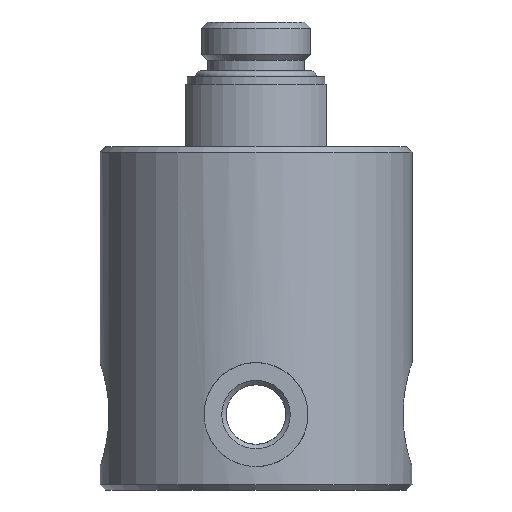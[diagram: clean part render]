
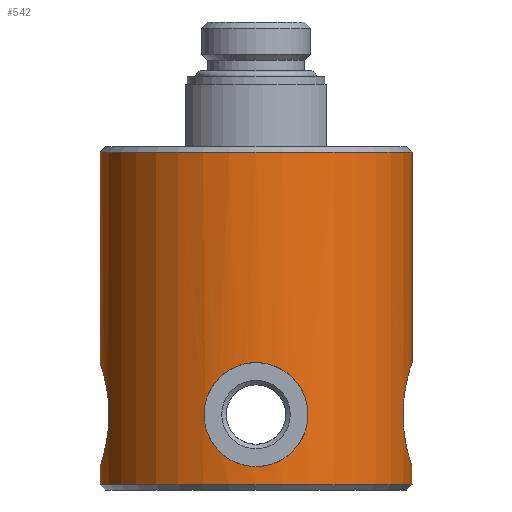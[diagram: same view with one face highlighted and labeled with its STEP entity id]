
A CAD part, front view. The second image highlights one B-rep face of the part: STEP entity #542.
In plain terms, the highlighted cylindrical face has radius 30 mm (diameter 60 mm), a full revolution.
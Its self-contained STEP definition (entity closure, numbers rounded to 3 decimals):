
#39=B_SPLINE_CURVE_WITH_KNOTS('',3,(#944,#945,#946,#947,#948,#949,#950,
#951,#952,#953,#954,#955,#956,#957,#958,#959,#960,#961,#962),
 .UNSPECIFIED.,.T.,.F.,(1,1,1,1,1,1,1,1,1,1,1,1,1,1,1,1,1,1,1,1,1,1,1),
(-0.012,-0.008,-0.004,0.,0.004,
0.008,0.012,0.016,0.02,
0.024,0.028,0.031,0.035,
0.039,0.043,0.047,0.051,
0.055,0.059,0.063,0.067,
0.071,0.075),.UNSPECIFIED.);
#40=B_SPLINE_CURVE_WITH_KNOTS('',3,(#964,#965,#966,#967,#968,#969,#970,
#971,#972,#973,#974,#975,#976,#977,#978,#979,#980,#981,#982),
 .UNSPECIFIED.,.T.,.F.,(1,1,1,1,1,1,1,1,1,1,1,1,1,1,1,1,1,1,1,1,1,1,1),
(-0.012,-0.008,-0.004,0.,0.004,
0.008,0.012,0.016,0.02,
0.024,0.028,0.031,0.035,
0.039,0.043,0.047,0.051,
0.055,0.059,0.063,0.067,
0.071,0.075),.UNSPECIFIED.);
#41=B_SPLINE_CURVE_WITH_KNOTS('',3,(#984,#985,#986,#987,#988,#989,#990,
#991,#992,#993,#994,#995,#996,#997,#998,#999,#1000,#1001,#1002),
 .UNSPECIFIED.,.T.,.F.,(1,1,1,1,1,1,1,1,1,1,1,1,1,1,1,1,1,1,1,1,1,1,1),
(-0.012,-0.008,-0.004,0.,0.004,
0.008,0.012,0.016,0.02,
0.024,0.028,0.031,0.035,
0.039,0.043,0.047,0.051,
0.055,0.059,0.063,0.067,
0.071,0.075),.UNSPECIFIED.);
#42=B_SPLINE_CURVE_WITH_KNOTS('',3,(#1004,#1005,#1006,#1007,#1008,#1009,
#1010,#1011,#1012,#1013,#1014,#1015,#1016,#1017,#1018,#1019,#1020,#1021,
#1022),.UNSPECIFIED.,.T.,.F.,(1,1,1,1,1,1,1,1,1,1,1,1,1,1,1,1,1,1,1,1,1,
1,1),(-0.012,-0.008,-0.004,0.,0.004,
0.008,0.012,0.016,0.02,
0.024,0.028,0.031,0.035,
0.039,0.043,0.047,0.051,
0.055,0.059,0.063,0.067,
0.071,0.075),.UNSPECIFIED.);
#53=CYLINDRICAL_SURFACE('',#612,30.);
#110=ORIENTED_EDGE('',*,*,#220,.F.);
#111=ORIENTED_EDGE('',*,*,#221,.F.);
#112=ORIENTED_EDGE('',*,*,#222,.F.);
#113=ORIENTED_EDGE('',*,*,#223,.F.);
#114=ORIENTED_EDGE('',*,*,#224,.F.);
#115=ORIENTED_EDGE('',*,*,#225,.T.);
#220=EDGE_CURVE('',#273,#273,#317,.T.);
#221=EDGE_CURVE('',#274,#274,#39,.T.);
#222=EDGE_CURVE('',#275,#275,#40,.T.);
#223=EDGE_CURVE('',#276,#276,#41,.T.);
#224=EDGE_CURVE('',#277,#277,#42,.T.);
#225=EDGE_CURVE('',#278,#278,#318,.T.);
#273=VERTEX_POINT('',#943);
#274=VERTEX_POINT('',#963);
#275=VERTEX_POINT('',#983);
#276=VERTEX_POINT('',#1003);
#277=VERTEX_POINT('',#1023);
#278=VERTEX_POINT('',#1025);
#317=CIRCLE('',#613,30.);
#318=CIRCLE('',#614,30.);
#358=EDGE_LOOP('',(#110));
#359=EDGE_LOOP('',(#111));
#360=EDGE_LOOP('',(#112));
#361=EDGE_LOOP('',(#113));
#362=EDGE_LOOP('',(#114));
#363=EDGE_LOOP('',(#115));
#445=FACE_BOUND('',#358,.T.);
#446=FACE_BOUND('',#359,.T.);
#447=FACE_BOUND('',#360,.T.);
#448=FACE_BOUND('',#361,.T.);
#449=FACE_BOUND('',#362,.T.);
#450=FACE_BOUND('',#363,.T.);
#542=ADVANCED_FACE('',(#445,#446,#447,#448,#449,#450),#53,.T.);
#612=AXIS2_PLACEMENT_3D('',#941,#726,#727);
#613=AXIS2_PLACEMENT_3D('',#942,#728,#729);
#614=AXIS2_PLACEMENT_3D('',#1024,#730,#731);
#726=DIRECTION('',(0.,0.,-1.));
#727=DIRECTION('',(-1.,0.,0.));
#728=DIRECTION('',(0.,0.,-1.));
#729=DIRECTION('',(-1.,0.,0.));
#730=DIRECTION('',(0.,0.,-1.));
#731=DIRECTION('',(-1.,0.,0.));
#941=CARTESIAN_POINT('',(0.,0.,0.));
#942=CARTESIAN_POINT('',(0.,0.,1.));
#943=CARTESIAN_POINT('',(-30.,0.,1.));
#944=CARTESIAN_POINT('',(3.957,29.816,5.033));
#945=CARTESIAN_POINT('',(0.,30.092,4.234));
#946=CARTESIAN_POINT('',(-3.956,29.816,5.033));
#947=CARTESIAN_POINT('',(-7.255,29.157,7.252));
#948=CARTESIAN_POINT('',(-9.467,28.481,10.547));
#949=CARTESIAN_POINT('',(-10.265,28.186,14.491));
#950=CARTESIAN_POINT('',(-9.472,28.479,18.448));
#951=CARTESIAN_POINT('',(-7.25,29.158,21.753));
#952=CARTESIAN_POINT('',(-3.951,29.817,23.968));
#953=CARTESIAN_POINT('',(-0.005,30.091,24.765));
#954=CARTESIAN_POINT('',(3.947,29.818,23.971));
#955=CARTESIAN_POINT('',(7.251,29.158,21.752));
#956=CARTESIAN_POINT('',(9.469,28.48,18.451));
#957=CARTESIAN_POINT('',(10.265,28.186,14.501));
#958=CARTESIAN_POINT('',(9.469,28.48,10.549));
#959=CARTESIAN_POINT('',(7.253,29.157,7.251));
#960=CARTESIAN_POINT('',(3.957,29.816,5.033));
#961=CARTESIAN_POINT('',(0.,30.092,4.234));
#962=CARTESIAN_POINT('',(-3.956,29.816,5.033));
#963=CARTESIAN_POINT('',(0.,30.,4.5));
#964=CARTESIAN_POINT('',(-29.816,-3.957,23.967));
#965=CARTESIAN_POINT('',(-30.092,0.,24.766));
#966=CARTESIAN_POINT('',(-29.816,3.956,23.967));
#967=CARTESIAN_POINT('',(-29.157,7.255,21.748));
#968=CARTESIAN_POINT('',(-28.481,9.467,18.453));
#969=CARTESIAN_POINT('',(-28.186,10.265,14.509));
#970=CARTESIAN_POINT('',(-28.479,9.472,10.552));
#971=CARTESIAN_POINT('',(-29.158,7.25,7.247));
#972=CARTESIAN_POINT('',(-29.817,3.951,5.032));
#973=CARTESIAN_POINT('',(-30.091,0.005,4.235));
#974=CARTESIAN_POINT('',(-29.818,-3.947,5.029));
#975=CARTESIAN_POINT('',(-29.158,-7.251,7.248));
#976=CARTESIAN_POINT('',(-28.48,-9.469,10.549));
#977=CARTESIAN_POINT('',(-28.186,-10.265,14.499));
#978=CARTESIAN_POINT('',(-28.48,-9.469,18.451));
#979=CARTESIAN_POINT('',(-29.157,-7.253,21.749));
#980=CARTESIAN_POINT('',(-29.816,-3.957,23.967));
#981=CARTESIAN_POINT('',(-30.092,0.,24.766));
#982=CARTESIAN_POINT('',(-29.816,3.956,23.967));
#983=CARTESIAN_POINT('',(-30.,0.,24.5));
#984=CARTESIAN_POINT('',(29.816,3.957,23.967));
#985=CARTESIAN_POINT('',(30.092,0.,24.766));
#986=CARTESIAN_POINT('',(29.816,-3.956,23.967));
#987=CARTESIAN_POINT('',(29.157,-7.255,21.748));
#988=CARTESIAN_POINT('',(28.481,-9.467,18.453));
#989=CARTESIAN_POINT('',(28.186,-10.265,14.509));
#990=CARTESIAN_POINT('',(28.479,-9.472,10.552));
#991=CARTESIAN_POINT('',(29.158,-7.25,7.247));
#992=CARTESIAN_POINT('',(29.817,-3.951,5.032));
#993=CARTESIAN_POINT('',(30.091,-0.005,4.235));
#994=CARTESIAN_POINT('',(29.818,3.947,5.029));
#995=CARTESIAN_POINT('',(29.158,7.251,7.248));
#996=CARTESIAN_POINT('',(28.48,9.469,10.549));
#997=CARTESIAN_POINT('',(28.186,10.265,14.499));
#998=CARTESIAN_POINT('',(28.48,9.469,18.451));
#999=CARTESIAN_POINT('',(29.157,7.253,21.749));
#1000=CARTESIAN_POINT('',(29.816,3.957,23.967));
#1001=CARTESIAN_POINT('',(30.092,0.,24.766));
#1002=CARTESIAN_POINT('',(29.816,-3.956,23.967));
#1003=CARTESIAN_POINT('',(30.,0.,24.5));
#1004=CARTESIAN_POINT('',(-3.957,-29.816,5.033));
#1005=CARTESIAN_POINT('',(0.,-30.092,4.234));
#1006=CARTESIAN_POINT('',(3.956,-29.816,5.033));
#1007=CARTESIAN_POINT('',(7.255,-29.157,7.252));
#1008=CARTESIAN_POINT('',(9.467,-28.481,10.547));
#1009=CARTESIAN_POINT('',(10.265,-28.186,14.491));
#1010=CARTESIAN_POINT('',(9.472,-28.479,18.448));
#1011=CARTESIAN_POINT('',(7.25,-29.158,21.753));
#1012=CARTESIAN_POINT('',(3.951,-29.817,23.968));
#1013=CARTESIAN_POINT('',(0.005,-30.091,24.765));
#1014=CARTESIAN_POINT('',(-3.947,-29.818,23.971));
#1015=CARTESIAN_POINT('',(-7.251,-29.158,21.752));
#1016=CARTESIAN_POINT('',(-9.469,-28.48,18.451));
#1017=CARTESIAN_POINT('',(-10.265,-28.186,14.501));
#1018=CARTESIAN_POINT('',(-9.469,-28.48,10.549));
#1019=CARTESIAN_POINT('',(-7.253,-29.157,7.251));
#1020=CARTESIAN_POINT('',(-3.957,-29.816,5.033));
#1021=CARTESIAN_POINT('',(0.,-30.092,4.234));
#1022=CARTESIAN_POINT('',(3.956,-29.816,5.033));
#1023=CARTESIAN_POINT('',(0.,-30.,4.5));
#1024=CARTESIAN_POINT('',(0.,0.,65.));
#1025=CARTESIAN_POINT('',(-30.,0.,65.));
